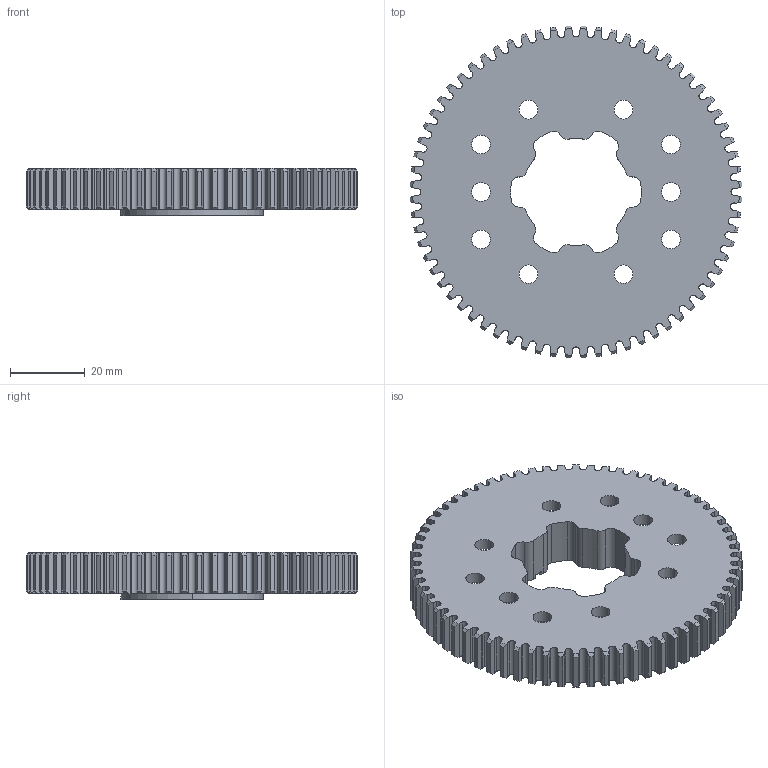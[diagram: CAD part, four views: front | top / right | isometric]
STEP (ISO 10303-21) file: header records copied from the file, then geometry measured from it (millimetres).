
FILE_DESCRIPTION (( 'STEP AP203' ), '1' );
FILE_NAME ('REV-21-3028.STEP', '2022-04-04T19:45:55', ( '' ), ( '' ), 'SwSTEP 2.0', 'SolidWorks 2022', '' );
FILE_SCHEMA (( 'CONFIG_CONTROL_DESIGN' ));
Length unit declared in the file: inch
Products named in the file (1): REV-21-3028
Bounding box: 88.75 x 88.75 x 12.7 mm (x, y, z)
Volume: 24139.9 mm3; surface area: 20527.7 mm2
Topology: 1 solids, 1 shells, 788 faces, 2351 edges, 1566 vertices
Faces by surface type: bspline 272, cylinder 230, plane 143, cone 139, torus 4
Entity records: 34800 total; most frequent: CARTESIAN_POINT 15327, ORIENTED_EDGE 4702, DIRECTION 3175, EDGE_CURVE 2351, VERTEX_POINT 1566, AXIS2_PLACEMENT_3D 1128, VECTOR 919, LINE 919
